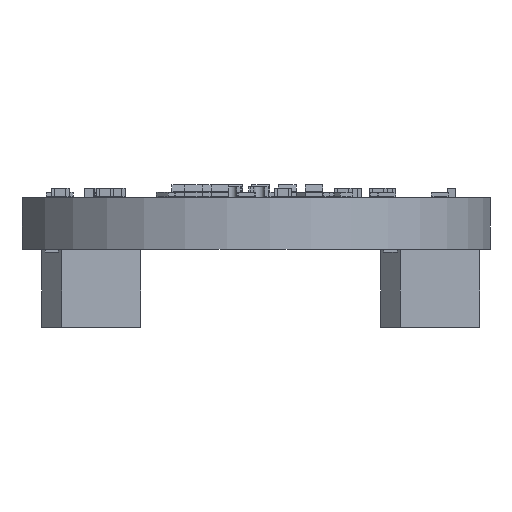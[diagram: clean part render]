
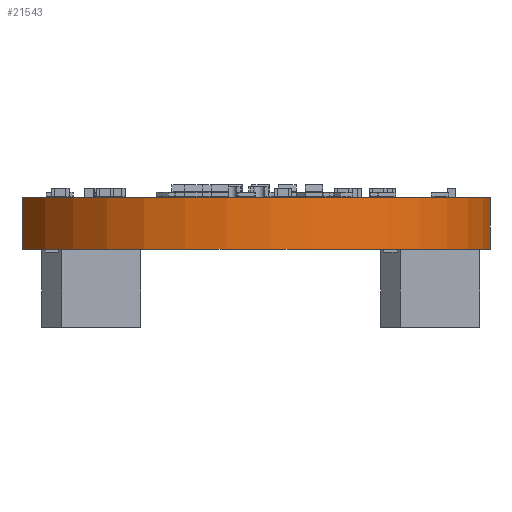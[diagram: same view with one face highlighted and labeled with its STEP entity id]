
A CAD part, left-side view. The second image highlights one B-rep face of the part: STEP entity #21543.
In plain terms, the highlighted cylindrical face has radius 22.5 mm (diameter 45 mm), a partial arc.
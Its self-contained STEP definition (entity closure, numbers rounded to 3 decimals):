
#21432 = EDGE_CURVE('',#21433,#21435,#21437,.T.);
#21433 = VERTEX_POINT('',#21434);
#21434 = CARTESIAN_POINT('',(-10.308,21.25,0.));
#21435 = VERTEX_POINT('',#21436);
#21436 = CARTESIAN_POINT('',(-10.308,21.25,4.69));
#21437 = SURFACE_CURVE('',#21438,(#21442,#21454),.PCURVE_S1.);
#21438 = LINE('',#21439,#21440);
#21439 = CARTESIAN_POINT('',(-10.308,21.25,0.));
#21440 = VECTOR('',#21441,1.);
#21441 = DIRECTION('',(0.,0.,1.));
#21442 = PCURVE('',#21443,#21448);
#21443 = PLANE('',#21444);
#21444 = AXIS2_PLACEMENT_3D('',#21445,#21446,#21447);
#21445 = CARTESIAN_POINT('',(-10.308,21.25,0.));
#21446 = DIRECTION('',(0.,1.,0.));
#21447 = DIRECTION('',(1.,0.,0.));
#21448 = DEFINITIONAL_REPRESENTATION('',(#21449),#21453);
#21449 = LINE('',#21450,#21451);
#21450 = CARTESIAN_POINT('',(0.,0.));
#21451 = VECTOR('',#21452,1.);
#21452 = DIRECTION('',(0.,-1.));
#21453 = ( GEOMETRIC_REPRESENTATION_CONTEXT(2) 
PARAMETRIC_REPRESENTATION_CONTEXT() REPRESENTATION_CONTEXT('2D SPACE',''
  ) );
#21454 = PCURVE('',#21455,#21460);
#21455 = CYLINDRICAL_SURFACE('',#21456,22.5);
#21456 = AXIS2_PLACEMENT_3D('',#21457,#21458,#21459);
#21457 = CARTESIAN_POINT('',(0.,1.25,0.));
#21458 = DIRECTION('',(-0.,-0.,-1.));
#21459 = DIRECTION('',(1.,0.,-0.));
#21460 = DEFINITIONAL_REPRESENTATION('',(#21461),#21465);
#21461 = LINE('',#21462,#21463);
#21462 = CARTESIAN_POINT('',(-2.047,0.));
#21463 = VECTOR('',#21464,1.);
#21464 = DIRECTION('',(-0.,-1.));
#21465 = ( GEOMETRIC_REPRESENTATION_CONTEXT(2) 
PARAMETRIC_REPRESENTATION_CONTEXT() REPRESENTATION_CONTEXT('2D SPACE',''
  ) );
#21468 = VERTEX_POINT('',#21469);
#21469 = CARTESIAN_POINT('',(10.308,21.25,4.69));
#21483 = PLANE('',#21484);
#21484 = AXIS2_PLACEMENT_3D('',#21485,#21486,#21487);
#21485 = CARTESIAN_POINT('',(0.,2.206,4.69));
#21486 = DIRECTION('',(-0.,-0.,-1.));
#21487 = DIRECTION('',(-1.,0.,0.));
#21495 = EDGE_CURVE('',#21496,#21468,#21498,.T.);
#21496 = VERTEX_POINT('',#21497);
#21497 = CARTESIAN_POINT('',(10.308,21.25,0.));
#21498 = SURFACE_CURVE('',#21499,(#21503,#21510),.PCURVE_S1.);
#21499 = LINE('',#21500,#21501);
#21500 = CARTESIAN_POINT('',(10.308,21.25,0.));
#21501 = VECTOR('',#21502,1.);
#21502 = DIRECTION('',(0.,0.,1.));
#21503 = PCURVE('',#21443,#21504);
#21504 = DEFINITIONAL_REPRESENTATION('',(#21505),#21509);
#21505 = LINE('',#21506,#21507);
#21506 = CARTESIAN_POINT('',(20.616,0.));
#21507 = VECTOR('',#21508,1.);
#21508 = DIRECTION('',(0.,-1.));
#21509 = ( GEOMETRIC_REPRESENTATION_CONTEXT(2) 
PARAMETRIC_REPRESENTATION_CONTEXT() REPRESENTATION_CONTEXT('2D SPACE',''
  ) );
#21510 = PCURVE('',#21455,#21511);
#21511 = DEFINITIONAL_REPRESENTATION('',(#21512),#21516);
#21512 = LINE('',#21513,#21514);
#21513 = CARTESIAN_POINT('',(-7.378,0.));
#21514 = VECTOR('',#21515,1.);
#21515 = DIRECTION('',(-0.,-1.));
#21516 = ( GEOMETRIC_REPRESENTATION_CONTEXT(2) 
PARAMETRIC_REPRESENTATION_CONTEXT() REPRESENTATION_CONTEXT('2D SPACE',''
  ) );
#21532 = PLANE('',#21533);
#21533 = AXIS2_PLACEMENT_3D('',#21534,#21535,#21536);
#21534 = CARTESIAN_POINT('',(0.,2.206,0.));
#21535 = DIRECTION('',(-0.,-0.,-1.));
#21536 = DIRECTION('',(-1.,0.,0.));
#21543 = ADVANCED_FACE('',(#21544),#21455,.T.);
#21544 = FACE_BOUND('',#21545,.F.);
#21545 = EDGE_LOOP('',(#21546,#21547,#21573,#21574));
#21546 = ORIENTED_EDGE('',*,*,#21432,.T.);
#21547 = ORIENTED_EDGE('',*,*,#21548,.T.);
#21548 = EDGE_CURVE('',#21435,#21468,#21549,.T.);
#21549 = SURFACE_CURVE('',#21550,(#21555,#21562),.PCURVE_S1.);
#21550 = CIRCLE('',#21551,22.5);
#21551 = AXIS2_PLACEMENT_3D('',#21552,#21553,#21554);
#21552 = CARTESIAN_POINT('',(0.,1.25,4.69));
#21553 = DIRECTION('',(0.,0.,1.));
#21554 = DIRECTION('',(1.,0.,-0.));
#21555 = PCURVE('',#21455,#21556);
#21556 = DEFINITIONAL_REPRESENTATION('',(#21557),#21561);
#21557 = LINE('',#21558,#21559);
#21558 = CARTESIAN_POINT('',(-0.,-4.69));
#21559 = VECTOR('',#21560,1.);
#21560 = DIRECTION('',(-1.,0.));
#21561 = ( GEOMETRIC_REPRESENTATION_CONTEXT(2) 
PARAMETRIC_REPRESENTATION_CONTEXT() REPRESENTATION_CONTEXT('2D SPACE',''
  ) );
#21562 = PCURVE('',#21483,#21563);
#21563 = DEFINITIONAL_REPRESENTATION('',(#21564),#21572);
#21564 = ( BOUNDED_CURVE() B_SPLINE_CURVE(2,(#21565,#21566,#21567,#21568
    ,#21569,#21570,#21571),.UNSPECIFIED.,.T.,.F.) 
B_SPLINE_CURVE_WITH_KNOTS((1,2,2,2,2,1),(-2.094,0.,
    2.094,4.189,6.283,8.378),
.UNSPECIFIED.) CURVE() GEOMETRIC_REPRESENTATION_ITEM() 
RATIONAL_B_SPLINE_CURVE((1.,0.5,1.,0.5,1.,0.5,1.)) REPRESENTATION_ITEM(
  '') );
#21565 = CARTESIAN_POINT('',(-22.5,-0.956));
#21566 = CARTESIAN_POINT('',(-22.5,38.015));
#21567 = CARTESIAN_POINT('',(11.25,18.53));
#21568 = CARTESIAN_POINT('',(45.,-0.956));
#21569 = CARTESIAN_POINT('',(11.25,-20.441));
#21570 = CARTESIAN_POINT('',(-22.5,-39.927));
#21571 = CARTESIAN_POINT('',(-22.5,-0.956));
#21572 = ( GEOMETRIC_REPRESENTATION_CONTEXT(2) 
PARAMETRIC_REPRESENTATION_CONTEXT() REPRESENTATION_CONTEXT('2D SPACE',''
  ) );
#21573 = ORIENTED_EDGE('',*,*,#21495,.F.);
#21574 = ORIENTED_EDGE('',*,*,#21575,.F.);
#21575 = EDGE_CURVE('',#21433,#21496,#21576,.T.);
#21576 = SURFACE_CURVE('',#21577,(#21582,#21589),.PCURVE_S1.);
#21577 = CIRCLE('',#21578,22.5);
#21578 = AXIS2_PLACEMENT_3D('',#21579,#21580,#21581);
#21579 = CARTESIAN_POINT('',(0.,1.25,0.));
#21580 = DIRECTION('',(0.,0.,1.));
#21581 = DIRECTION('',(1.,0.,-0.));
#21582 = PCURVE('',#21455,#21583);
#21583 = DEFINITIONAL_REPRESENTATION('',(#21584),#21588);
#21584 = LINE('',#21585,#21586);
#21585 = CARTESIAN_POINT('',(-0.,0.));
#21586 = VECTOR('',#21587,1.);
#21587 = DIRECTION('',(-1.,0.));
#21588 = ( GEOMETRIC_REPRESENTATION_CONTEXT(2) 
PARAMETRIC_REPRESENTATION_CONTEXT() REPRESENTATION_CONTEXT('2D SPACE',''
  ) );
#21589 = PCURVE('',#21532,#21590);
#21590 = DEFINITIONAL_REPRESENTATION('',(#21591),#21599);
#21591 = ( BOUNDED_CURVE() B_SPLINE_CURVE(2,(#21592,#21593,#21594,#21595
    ,#21596,#21597,#21598),.UNSPECIFIED.,.T.,.F.) 
B_SPLINE_CURVE_WITH_KNOTS((1,2,2,2,2,1),(-2.094,0.,
    2.094,4.189,6.283,8.378),
.UNSPECIFIED.) CURVE() GEOMETRIC_REPRESENTATION_ITEM() 
RATIONAL_B_SPLINE_CURVE((1.,0.5,1.,0.5,1.,0.5,1.)) REPRESENTATION_ITEM(
  '') );
#21592 = CARTESIAN_POINT('',(-22.5,-0.956));
#21593 = CARTESIAN_POINT('',(-22.5,38.015));
#21594 = CARTESIAN_POINT('',(11.25,18.53));
#21595 = CARTESIAN_POINT('',(45.,-0.956));
#21596 = CARTESIAN_POINT('',(11.25,-20.441));
#21597 = CARTESIAN_POINT('',(-22.5,-39.927));
#21598 = CARTESIAN_POINT('',(-22.5,-0.956));
#21599 = ( GEOMETRIC_REPRESENTATION_CONTEXT(2) 
PARAMETRIC_REPRESENTATION_CONTEXT() REPRESENTATION_CONTEXT('2D SPACE',''
  ) );
